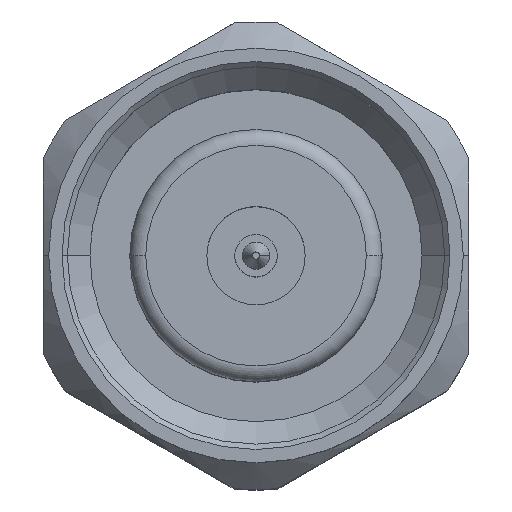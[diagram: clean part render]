
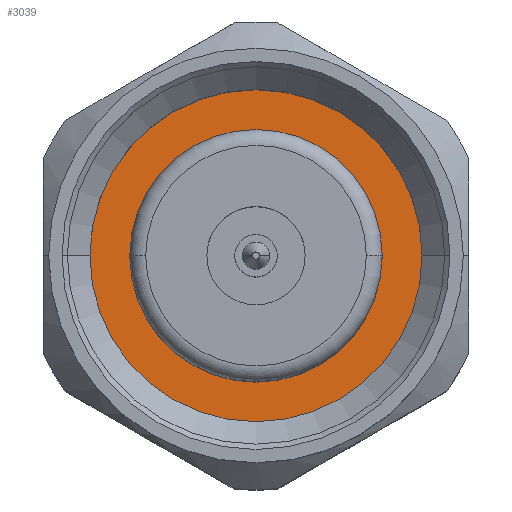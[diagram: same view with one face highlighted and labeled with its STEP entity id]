
A CAD part, top view. The second image highlights one B-rep face of the part: STEP entity #3039.
In plain terms, the highlighted planar face has unit normal (0, 0, 1).
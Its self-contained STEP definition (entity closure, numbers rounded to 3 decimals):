
#74 = ORIENTED_EDGE ( 'NONE', *, *, #4155, .F. ) ;
#133 = AXIS2_PLACEMENT_3D ( 'NONE', #3377, #5571, #4754 ) ;
#313 = PLANE ( 'NONE',  #4630 ) ;
#401 = CARTESIAN_POINT ( 'NONE',  ( 0., 0., 3.53 ) ) ;
#618 = VERTEX_POINT ( 'NONE', #4317 ) ;
#711 = AXIS2_PLACEMENT_3D ( 'NONE', #2682, #2346, #4862 ) ;
#754 = ORIENTED_EDGE ( 'NONE', *, *, #1556, .F. ) ;
#827 = DIRECTION ( 'NONE',  ( 0., -1., 0. ) ) ;
#936 = EDGE_LOOP ( 'NONE', ( #2736, #2292 ) ) ;
#986 = CIRCLE ( 'NONE', #711, 2.375 ) ;
#1006 = CARTESIAN_POINT ( 'NONE',  ( 3.2, 0., 3.53 ) ) ;
#1036 = EDGE_CURVE ( 'NONE', #5681, #3007, #2246, .T. ) ;
#1264 = FACE_BOUND ( 'NONE', #2715, .T. ) ;
#1501 = DIRECTION ( 'NONE',  ( 0., 0., -1. ) ) ;
#1556 = EDGE_CURVE ( 'NONE', #618, #3818, #2148, .T. ) ;
#1668 = CARTESIAN_POINT ( 'NONE',  ( 0., 0., 3.53 ) ) ;
#2087 = EDGE_CURVE ( 'NONE', #3007, #5681, #3548, .T. ) ;
#2148 = CIRCLE ( 'NONE', #3075, 2.375 ) ;
#2246 = CIRCLE ( 'NONE', #2907, 3.2 ) ;
#2292 = ORIENTED_EDGE ( 'NONE', *, *, #2087, .F. ) ;
#2346 = DIRECTION ( 'NONE',  ( 0., 0., 1. ) ) ;
#2511 = CARTESIAN_POINT ( 'NONE',  ( 0., 0., 3.53 ) ) ;
#2682 = CARTESIAN_POINT ( 'NONE',  ( 0., 0., 3.53 ) ) ;
#2715 = EDGE_LOOP ( 'NONE', ( #74, #754 ) ) ;
#2736 = ORIENTED_EDGE ( 'NONE', *, *, #1036, .F. ) ;
#2907 = AXIS2_PLACEMENT_3D ( 'NONE', #401, #1501, #4471 ) ;
#3007 = VERTEX_POINT ( 'NONE', #5560 ) ;
#3034 = DIRECTION ( 'NONE',  ( 0., 0., 1. ) ) ;
#3039 = ADVANCED_FACE ( 'NONE', ( #5613, #1264 ), #313, .F. ) ;
#3075 = AXIS2_PLACEMENT_3D ( 'NONE', #2511, #3034, #5562 ) ;
#3374 = CARTESIAN_POINT ( 'NONE',  ( 2.375, 0., 3.53 ) ) ;
#3377 = CARTESIAN_POINT ( 'NONE',  ( 0., 0., 3.53 ) ) ;
#3445 = DIRECTION ( 'NONE',  ( 0., 0., -1. ) ) ;
#3548 = CIRCLE ( 'NONE', #133, 3.2 ) ;
#3818 = VERTEX_POINT ( 'NONE', #3374 ) ;
#4155 = EDGE_CURVE ( 'NONE', #3818, #618, #986, .T. ) ;
#4317 = CARTESIAN_POINT ( 'NONE',  ( -2.375, 0., 3.53 ) ) ;
#4471 = DIRECTION ( 'NONE',  ( -1., 0., 0. ) ) ;
#4630 = AXIS2_PLACEMENT_3D ( 'NONE', #1668, #3445, #827 ) ;
#4754 = DIRECTION ( 'NONE',  ( -1., 0., 0. ) ) ;
#4862 = DIRECTION ( 'NONE',  ( 1., 0., 0. ) ) ;
#5560 = CARTESIAN_POINT ( 'NONE',  ( -3.2, 0., 3.53 ) ) ;
#5562 = DIRECTION ( 'NONE',  ( 1., 0., 0. ) ) ;
#5571 = DIRECTION ( 'NONE',  ( 0., 0., -1. ) ) ;
#5613 = FACE_OUTER_BOUND ( 'NONE', #936, .T. ) ;
#5681 = VERTEX_POINT ( 'NONE', #1006 ) ;
